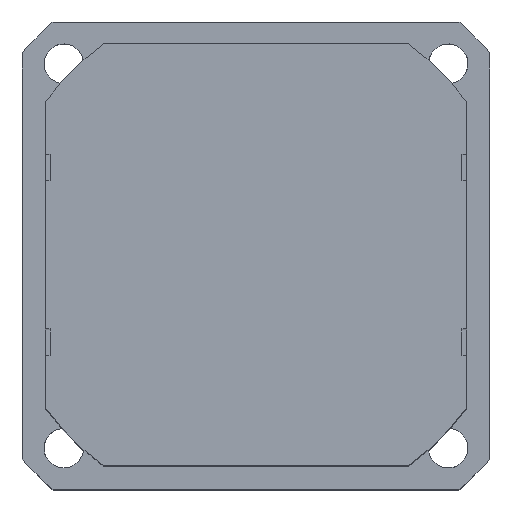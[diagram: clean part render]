
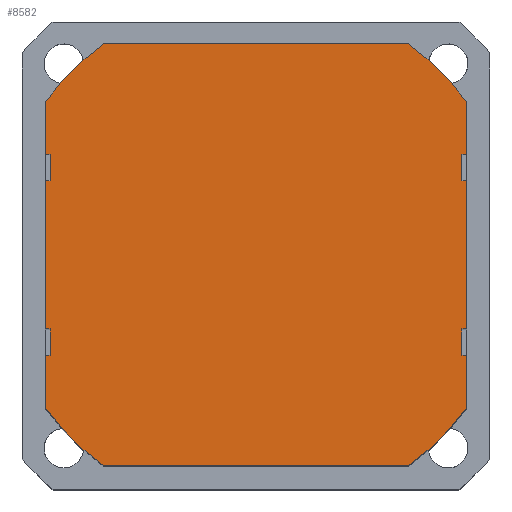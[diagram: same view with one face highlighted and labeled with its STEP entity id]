
A CAD part, top view. The second image highlights one B-rep face of the part: STEP entity #8582.
In plain terms, the highlighted planar face has unit normal (0, 0, 1).
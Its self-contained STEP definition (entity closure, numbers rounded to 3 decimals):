
#2520=LINE('',#12363,#10145);
#2521=LINE('',#12368,#10146);
#2522=LINE('',#12372,#10147);
#2523=LINE('',#12374,#10148);
#2524=LINE('',#12376,#10149);
#2525=LINE('',#12378,#10150);
#2526=LINE('',#12380,#10151);
#2527=LINE('',#12382,#10152);
#2528=LINE('',#12384,#10153);
#2529=LINE('',#12386,#10154);
#2530=LINE('',#12388,#10155);
#2531=LINE('',#12392,#10156);
#2532=LINE('',#12396,#10157);
#2533=LINE('',#12398,#10158);
#2534=LINE('',#12400,#10159);
#2535=LINE('',#12402,#10160);
#2536=LINE('',#12404,#10161);
#2537=LINE('',#12406,#10162);
#2538=LINE('',#12408,#10163);
#2539=LINE('',#12410,#10164);
#3209=CIRCLE('',#9263,79.);
#3210=CIRCLE('',#9264,79.);
#3211=CIRCLE('',#9265,79.);
#3212=CIRCLE('',#9266,79.);
#3633=VERTEX_POINT('',#12364);
#3634=VERTEX_POINT('',#12365);
#3635=VERTEX_POINT('',#12367);
#3636=VERTEX_POINT('',#12369);
#3637=VERTEX_POINT('',#12371);
#3638=VERTEX_POINT('',#12373);
#3639=VERTEX_POINT('',#12375);
#3640=VERTEX_POINT('',#12377);
#3641=VERTEX_POINT('',#12379);
#3642=VERTEX_POINT('',#12381);
#3643=VERTEX_POINT('',#12383);
#3644=VERTEX_POINT('',#12385);
#3645=VERTEX_POINT('',#12387);
#3646=VERTEX_POINT('',#12389);
#3647=VERTEX_POINT('',#12391);
#3648=VERTEX_POINT('',#12393);
#3649=VERTEX_POINT('',#12395);
#3650=VERTEX_POINT('',#12397);
#3651=VERTEX_POINT('',#12399);
#3652=VERTEX_POINT('',#12401);
#3653=VERTEX_POINT('',#12403);
#3654=VERTEX_POINT('',#12405);
#3655=VERTEX_POINT('',#12407);
#3656=VERTEX_POINT('',#12409);
#4499=EDGE_CURVE('',#3633,#3634,#2520,.T.);
#4500=EDGE_CURVE('',#3635,#3633,#3209,.T.);
#4501=EDGE_CURVE('',#3636,#3635,#2521,.T.);
#4502=EDGE_CURVE('',#3637,#3636,#3210,.T.);
#4503=EDGE_CURVE('',#3638,#3637,#2522,.T.);
#4504=EDGE_CURVE('',#3639,#3638,#2523,.T.);
#4505=EDGE_CURVE('',#3640,#3639,#2524,.T.);
#4506=EDGE_CURVE('',#3641,#3640,#2525,.T.);
#4507=EDGE_CURVE('',#3642,#3641,#2526,.T.);
#4508=EDGE_CURVE('',#3643,#3642,#2527,.T.);
#4509=EDGE_CURVE('',#3644,#3643,#2528,.T.);
#4510=EDGE_CURVE('',#3645,#3644,#2529,.T.);
#4511=EDGE_CURVE('',#3646,#3645,#2530,.T.);
#4512=EDGE_CURVE('',#3647,#3646,#3211,.T.);
#4513=EDGE_CURVE('',#3648,#3647,#2531,.T.);
#4514=EDGE_CURVE('',#3649,#3648,#3212,.T.);
#4515=EDGE_CURVE('',#3650,#3649,#2532,.T.);
#4516=EDGE_CURVE('',#3651,#3650,#2533,.T.);
#4517=EDGE_CURVE('',#3652,#3651,#2534,.T.);
#4518=EDGE_CURVE('',#3653,#3652,#2535,.T.);
#4519=EDGE_CURVE('',#3654,#3653,#2536,.T.);
#4520=EDGE_CURVE('',#3655,#3654,#2537,.T.);
#4521=EDGE_CURVE('',#3656,#3655,#2538,.T.);
#4522=EDGE_CURVE('',#3634,#3656,#2539,.T.);
#5765=ORIENTED_EDGE('',*,*,#4499,.F.);
#5766=ORIENTED_EDGE('',*,*,#4500,.F.);
#5767=ORIENTED_EDGE('',*,*,#4501,.F.);
#5768=ORIENTED_EDGE('',*,*,#4502,.F.);
#5769=ORIENTED_EDGE('',*,*,#4503,.F.);
#5770=ORIENTED_EDGE('',*,*,#4504,.F.);
#5771=ORIENTED_EDGE('',*,*,#4505,.F.);
#5772=ORIENTED_EDGE('',*,*,#4506,.F.);
#5773=ORIENTED_EDGE('',*,*,#4507,.F.);
#5774=ORIENTED_EDGE('',*,*,#4508,.F.);
#5775=ORIENTED_EDGE('',*,*,#4509,.F.);
#5776=ORIENTED_EDGE('',*,*,#4510,.F.);
#5777=ORIENTED_EDGE('',*,*,#4511,.F.);
#5778=ORIENTED_EDGE('',*,*,#4512,.F.);
#5779=ORIENTED_EDGE('',*,*,#4513,.F.);
#5780=ORIENTED_EDGE('',*,*,#4514,.F.);
#5781=ORIENTED_EDGE('',*,*,#4515,.F.);
#5782=ORIENTED_EDGE('',*,*,#4516,.F.);
#5783=ORIENTED_EDGE('',*,*,#4517,.F.);
#5784=ORIENTED_EDGE('',*,*,#4518,.F.);
#5785=ORIENTED_EDGE('',*,*,#4519,.F.);
#5786=ORIENTED_EDGE('',*,*,#4520,.F.);
#5787=ORIENTED_EDGE('',*,*,#4521,.F.);
#5788=ORIENTED_EDGE('',*,*,#4522,.F.);
#7522=EDGE_LOOP('',(#5765,#5766,#5767,#5768,#5769,#5770,#5771,#5772,#5773,
#5774,#5775,#5776,#5777,#5778,#5779,#5780,#5781,#5782,#5783,#5784,#5785,
#5786,#5787,#5788));
#8066=FACE_BOUND('',#7522,.T.);
#8582=ADVANCED_FACE('',(#8066),#10680,.T.);
#9262=AXIS2_PLACEMENT_3D('',#12362,#16331,$);
#9263=AXIS2_PLACEMENT_3D('',#12366,#16333,#16334);
#9264=AXIS2_PLACEMENT_3D('',#12370,#16336,#16337);
#9265=AXIS2_PLACEMENT_3D('',#12390,#16347,#16348);
#9266=AXIS2_PLACEMENT_3D('',#12394,#16350,#16351);
#10145=VECTOR('',#16332,1.);
#10146=VECTOR('',#16335,1.);
#10147=VECTOR('',#16338,1.);
#10148=VECTOR('',#16339,1.);
#10149=VECTOR('',#16340,1.);
#10150=VECTOR('',#16341,1.);
#10151=VECTOR('',#16342,1.);
#10152=VECTOR('',#16343,1.);
#10153=VECTOR('',#16344,1.);
#10154=VECTOR('',#16345,1.);
#10155=VECTOR('',#16346,1.);
#10156=VECTOR('',#16349,1.);
#10157=VECTOR('',#16352,1.);
#10158=VECTOR('',#16353,1.);
#10159=VECTOR('',#16354,1.);
#10160=VECTOR('',#16355,1.);
#10161=VECTOR('',#16356,1.);
#10162=VECTOR('',#16357,1.);
#10163=VECTOR('',#16358,1.);
#10164=VECTOR('',#16359,1.);
#10680=PLANE('',#9262);
#12362=CARTESIAN_POINT('',(0.,0.,
100.5));
#12363=CARTESIAN_POINT('',(64.,30.5,100.5));
#12364=CARTESIAN_POINT('',(64.,46.314,100.5));
#12365=CARTESIAN_POINT('',(64.,30.5,100.5));
#12366=CARTESIAN_POINT('',(0.,0.,100.5));
#12367=CARTESIAN_POINT('',(46.314,64.,100.5));
#12368=CARTESIAN_POINT('',(46.314,64.,100.5));
#12369=CARTESIAN_POINT('',(-46.314,64.,100.5));
#12370=CARTESIAN_POINT('',(0.,0.,100.5));
#12371=CARTESIAN_POINT('',(-64.,46.314,100.5));
#12372=CARTESIAN_POINT('',(-64.,46.314,100.5));
#12373=CARTESIAN_POINT('',(-64.,30.5,100.5));
#12374=CARTESIAN_POINT('',(-64.,30.5,100.5));
#12375=CARTESIAN_POINT('',(-62.5,30.5,100.5));
#12376=CARTESIAN_POINT('',(-62.5,30.5,100.5));
#12377=CARTESIAN_POINT('',(-62.5,22.5,100.5));
#12378=CARTESIAN_POINT('',(-62.5,22.5,100.5));
#12379=CARTESIAN_POINT('',(-64.,22.5,100.5));
#12380=CARTESIAN_POINT('',(-64.,22.5,100.5));
#12381=CARTESIAN_POINT('',(-64.,-22.5,100.5));
#12382=CARTESIAN_POINT('',(-64.,-22.5,100.5));
#12383=CARTESIAN_POINT('',(-62.5,-22.5,100.5));
#12384=CARTESIAN_POINT('',(-62.5,-22.5,100.5));
#12385=CARTESIAN_POINT('',(-62.5,-30.5,100.5));
#12386=CARTESIAN_POINT('',(-62.5,-30.5,100.5));
#12387=CARTESIAN_POINT('',(-64.,-30.5,100.5));
#12388=CARTESIAN_POINT('',(-64.,-30.5,100.5));
#12389=CARTESIAN_POINT('',(-64.,-46.314,100.5));
#12390=CARTESIAN_POINT('',(0.,0.,100.5));
#12391=CARTESIAN_POINT('',(-46.314,-64.,100.5));
#12392=CARTESIAN_POINT('',(-46.314,-64.,100.5));
#12393=CARTESIAN_POINT('',(46.314,-64.,100.5));
#12394=CARTESIAN_POINT('',(0.,0.,100.5));
#12395=CARTESIAN_POINT('',(64.,-46.314,100.5));
#12396=CARTESIAN_POINT('',(64.,-46.314,100.5));
#12397=CARTESIAN_POINT('',(64.,-30.5,100.5));
#12398=CARTESIAN_POINT('',(64.,-30.5,100.5));
#12399=CARTESIAN_POINT('',(62.5,-30.5,100.5));
#12400=CARTESIAN_POINT('',(62.5,-30.5,100.5));
#12401=CARTESIAN_POINT('',(62.5,-22.5,100.5));
#12402=CARTESIAN_POINT('',(62.5,-22.5,100.5));
#12403=CARTESIAN_POINT('',(64.,-22.5,100.5));
#12404=CARTESIAN_POINT('',(64.,-22.5,100.5));
#12405=CARTESIAN_POINT('',(64.,22.5,100.5));
#12406=CARTESIAN_POINT('',(64.,22.5,100.5));
#12407=CARTESIAN_POINT('',(62.5,22.5,100.5));
#12408=CARTESIAN_POINT('',(62.5,22.5,100.5));
#12409=CARTESIAN_POINT('',(62.5,30.5,100.5));
#12410=CARTESIAN_POINT('',(62.5,30.5,100.5));
#16331=DIRECTION('',(0.,0.,1.));
#16332=DIRECTION('',(0.,-1.,0.));
#16333=DIRECTION('',(0.,0.,-1.));
#16334=DIRECTION('',(79.,0.,0.));
#16335=DIRECTION('',(1.,0.,0.));
#16336=DIRECTION('',(0.,0.,-1.));
#16337=DIRECTION('',(79.,0.,0.));
#16338=DIRECTION('',(0.,1.,0.));
#16339=DIRECTION('',(-1.,0.,0.));
#16340=DIRECTION('',(0.,1.,0.));
#16341=DIRECTION('',(1.,0.,0.));
#16342=DIRECTION('',(0.,1.,0.));
#16343=DIRECTION('',(-1.,0.,0.));
#16344=DIRECTION('',(0.,1.,0.));
#16345=DIRECTION('',(1.,0.,0.));
#16346=DIRECTION('',(0.,1.,0.));
#16347=DIRECTION('',(0.,0.,-1.));
#16348=DIRECTION('',(79.,0.,0.));
#16349=DIRECTION('',(-1.,0.,0.));
#16350=DIRECTION('',(0.,0.,-1.));
#16351=DIRECTION('',(79.,0.,0.));
#16352=DIRECTION('',(0.,-1.,0.));
#16353=DIRECTION('',(1.,0.,0.));
#16354=DIRECTION('',(0.,-1.,0.));
#16355=DIRECTION('',(-1.,0.,0.));
#16356=DIRECTION('',(0.,-1.,0.));
#16357=DIRECTION('',(1.,0.,0.));
#16358=DIRECTION('',(0.,-1.,0.));
#16359=DIRECTION('',(-1.,0.,0.));
